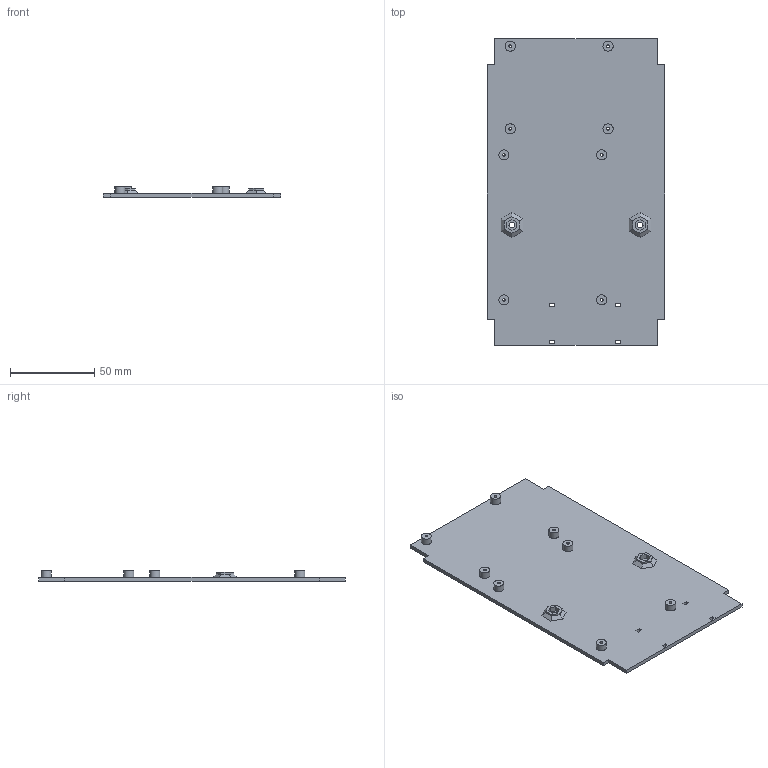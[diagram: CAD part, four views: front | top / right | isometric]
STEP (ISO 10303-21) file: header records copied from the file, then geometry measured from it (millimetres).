
FILE_DESCRIPTION( ( '' ), ' ' );
FILE_NAME( '5ef257a584b37010ba19d668.step', '2020-06-23T19:27:33', ( '' ), ( '' ), ' ', ' ', ' ' );
FILE_SCHEMA( ( 'AUTOMOTIVE_DESIGN { 1 0 10303 214 1 1 1 1 }' ) );
Length unit declared in the file: metre
Products named in the file (1): plate
Bounding box: 105.5 x 182 x 6.3 mm (x, y, z)
Volume: 44595.1 mm3; surface area: 40291.2 mm2
Topology: 1 solids, 1 shells, 96 faces, 234 edges, 152 vertices
Faces by surface type: plane 78, cylinder 18
Full cylindrical faces by diameter (mm): 1.6 x8, 3.4 x2, 6 x8
Entity records: 3528 total; most frequent: CARTESIAN_POINT 465, DIRECTION 446, ORIENTED_EDGE 432, EDGE_CURVE 216, LINE 180, VECTOR 180, EDGE_LOOP 154, VERTEX_POINT 152
